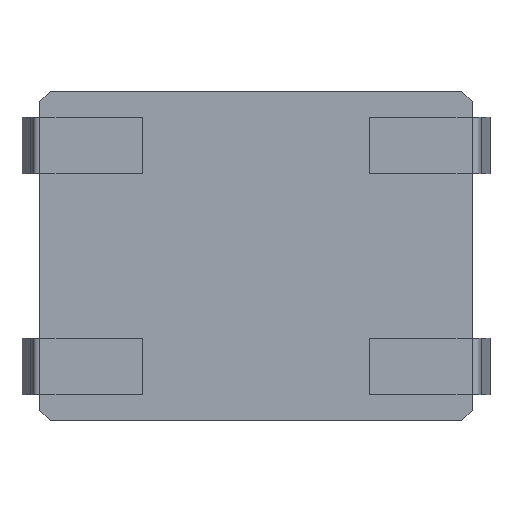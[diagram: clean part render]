
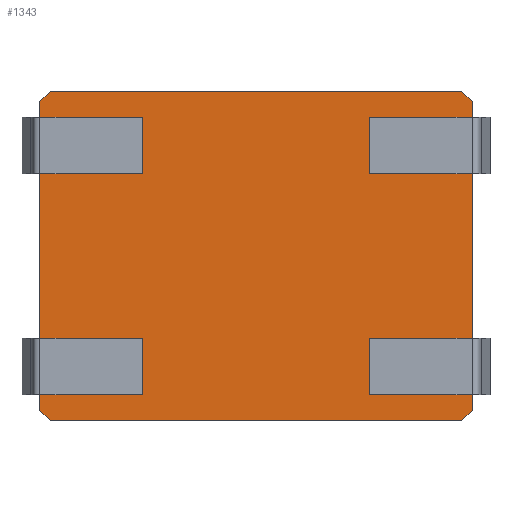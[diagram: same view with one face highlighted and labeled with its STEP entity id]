
A CAD part, front view. The second image highlights one B-rep face of the part: STEP entity #1343.
In plain terms, the highlighted planar face has unit normal (0, -1, 0).
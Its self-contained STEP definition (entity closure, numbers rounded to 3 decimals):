
#82=FACE_OUTER_BOUND('',#152,.T.);
#152=EDGE_LOOP('',(#1060,#1061,#1062,#1063,#1064,#1065,#1066,#1067,#1068,
#1069,#1070,#1071,#1072,#1073,#1074,#1075,#1076,#1077,#1078,#1079,#1080,
#1081,#1082,#1083));
#189=LINE('',#1793,#355);
#195=LINE('',#1821,#361);
#208=LINE('',#1891,#374);
#209=LINE('',#1894,#375);
#213=LINE('',#1902,#379);
#221=LINE('',#1917,#387);
#223=LINE('',#1923,#389);
#229=LINE('',#1951,#395);
#242=LINE('',#2021,#408);
#243=LINE('',#2024,#409);
#247=LINE('',#2032,#413);
#255=LINE('',#2047,#421);
#256=LINE('',#2050,#422);
#262=LINE('',#2078,#428);
#273=LINE('',#2144,#439);
#274=LINE('',#2147,#440);
#280=LINE('',#2175,#446);
#291=LINE('',#2241,#457);
#310=LINE('',#2294,#476);
#311=LINE('',#2296,#477);
#312=LINE('',#2297,#478);
#313=LINE('',#2299,#479);
#314=LINE('',#2301,#480);
#315=LINE('',#2302,#481);
#355=VECTOR('',#1468,10.);
#361=VECTOR('',#1476,10.);
#374=VECTOR('',#1499,10.);
#375=VECTOR('',#1502,10.);
#379=VECTOR('',#1506,10.);
#387=VECTOR('',#1514,10.);
#389=VECTOR('',#1518,10.);
#395=VECTOR('',#1526,10.);
#408=VECTOR('',#1549,10.);
#409=VECTOR('',#1552,10.);
#413=VECTOR('',#1556,10.);
#421=VECTOR('',#1564,10.);
#422=VECTOR('',#1567,10.);
#428=VECTOR('',#1575,10.);
#439=VECTOR('',#1596,10.);
#440=VECTOR('',#1599,10.);
#446=VECTOR('',#1607,10.);
#457=VECTOR('',#1628,10.);
#476=VECTOR('',#1673,10.);
#477=VECTOR('',#1674,10.);
#478=VECTOR('',#1675,10.);
#479=VECTOR('',#1676,10.);
#480=VECTOR('',#1677,10.);
#481=VECTOR('',#1678,10.);
#520=VERTEX_POINT('',#1789);
#522=VERTEX_POINT('',#1792);
#528=VERTEX_POINT('',#1820);
#535=VERTEX_POINT('',#1889);
#536=VERTEX_POINT('',#1893);
#539=VERTEX_POINT('',#1899);
#540=VERTEX_POINT('',#1901);
#547=VERTEX_POINT('',#1915);
#548=VERTEX_POINT('',#1919);
#550=VERTEX_POINT('',#1922);
#556=VERTEX_POINT('',#1950);
#563=VERTEX_POINT('',#2019);
#564=VERTEX_POINT('',#2023);
#567=VERTEX_POINT('',#2029);
#568=VERTEX_POINT('',#2031);
#575=VERTEX_POINT('',#2045);
#576=VERTEX_POINT('',#2049);
#582=VERTEX_POINT('',#2077);
#588=VERTEX_POINT('',#2146);
#594=VERTEX_POINT('',#2174);
#620=VERTEX_POINT('',#2293);
#621=VERTEX_POINT('',#2295);
#622=VERTEX_POINT('',#2298);
#623=VERTEX_POINT('',#2300);
#645=EDGE_CURVE('',#522,#520,#189,.T.);
#652=EDGE_CURVE('',#528,#522,#195,.T.);
#666=EDGE_CURVE('',#535,#528,#208,.T.);
#667=EDGE_CURVE('',#536,#535,#209,.T.);
#671=EDGE_CURVE('',#540,#539,#213,.T.);
#679=EDGE_CURVE('',#520,#547,#221,.T.);
#681=EDGE_CURVE('',#550,#548,#223,.T.);
#688=EDGE_CURVE('',#556,#550,#229,.T.);
#702=EDGE_CURVE('',#563,#556,#242,.T.);
#703=EDGE_CURVE('',#564,#563,#243,.T.);
#707=EDGE_CURVE('',#568,#567,#247,.T.);
#715=EDGE_CURVE('',#548,#575,#255,.T.);
#716=EDGE_CURVE('',#576,#564,#256,.T.);
#723=EDGE_CURVE('',#582,#576,#262,.T.);
#735=EDGE_CURVE('',#567,#582,#273,.T.);
#736=EDGE_CURVE('',#588,#536,#274,.T.);
#743=EDGE_CURVE('',#594,#588,#280,.T.);
#755=EDGE_CURVE('',#539,#594,#291,.T.);
#780=EDGE_CURVE('',#620,#547,#310,.T.);
#781=EDGE_CURVE('',#620,#621,#311,.T.);
#782=EDGE_CURVE('',#568,#621,#312,.T.);
#783=EDGE_CURVE('',#622,#575,#313,.T.);
#784=EDGE_CURVE('',#622,#623,#314,.T.);
#785=EDGE_CURVE('',#540,#623,#315,.T.);
#1060=ORIENTED_EDGE('',*,*,#645,.T.);
#1061=ORIENTED_EDGE('',*,*,#679,.T.);
#1062=ORIENTED_EDGE('',*,*,#780,.F.);
#1063=ORIENTED_EDGE('',*,*,#781,.T.);
#1064=ORIENTED_EDGE('',*,*,#782,.F.);
#1065=ORIENTED_EDGE('',*,*,#707,.T.);
#1066=ORIENTED_EDGE('',*,*,#735,.T.);
#1067=ORIENTED_EDGE('',*,*,#723,.T.);
#1068=ORIENTED_EDGE('',*,*,#716,.T.);
#1069=ORIENTED_EDGE('',*,*,#703,.T.);
#1070=ORIENTED_EDGE('',*,*,#702,.T.);
#1071=ORIENTED_EDGE('',*,*,#688,.T.);
#1072=ORIENTED_EDGE('',*,*,#681,.T.);
#1073=ORIENTED_EDGE('',*,*,#715,.T.);
#1074=ORIENTED_EDGE('',*,*,#783,.F.);
#1075=ORIENTED_EDGE('',*,*,#784,.T.);
#1076=ORIENTED_EDGE('',*,*,#785,.F.);
#1077=ORIENTED_EDGE('',*,*,#671,.T.);
#1078=ORIENTED_EDGE('',*,*,#755,.T.);
#1079=ORIENTED_EDGE('',*,*,#743,.T.);
#1080=ORIENTED_EDGE('',*,*,#736,.T.);
#1081=ORIENTED_EDGE('',*,*,#667,.T.);
#1082=ORIENTED_EDGE('',*,*,#666,.T.);
#1083=ORIENTED_EDGE('',*,*,#652,.T.);
#1242=PLANE('',#1427);
#1343=ADVANCED_FACE('',(#82),#1242,.F.);
#1427=AXIS2_PLACEMENT_3D('',#2292,#1671,#1672);
#1468=DIRECTION('',(-1.,0.,0.));
#1476=DIRECTION('',(0.,0.,-1.));
#1499=DIRECTION('',(1.,0.,0.));
#1502=DIRECTION('',(0.,0.,-1.));
#1506=DIRECTION('',(0.,0.,-1.));
#1514=DIRECTION('',(0.,0.,-1.));
#1518=DIRECTION('',(1.,0.,0.));
#1526=DIRECTION('',(0.,0.,1.));
#1549=DIRECTION('',(-1.,0.,0.));
#1552=DIRECTION('',(0.,0.,1.));
#1556=DIRECTION('',(0.,0.,1.));
#1564=DIRECTION('',(0.,0.,1.));
#1567=DIRECTION('',(1.,0.,0.));
#1575=DIRECTION('',(0.,0.,1.));
#1596=DIRECTION('',(-1.,0.,0.));
#1599=DIRECTION('',(-1.,0.,0.));
#1607=DIRECTION('',(0.,0.,-1.));
#1628=DIRECTION('',(1.,0.,0.));
#1671=DIRECTION('center_axis',(0.,1.,0.));
#1672=DIRECTION('ref_axis',(1.,0.,0.));
#1673=DIRECTION('',(-0.707,0.,0.707));
#1674=DIRECTION('',(1.,0.,0.));
#1675=DIRECTION('',(-0.707,0.,-0.707));
#1676=DIRECTION('',(0.707,0.,-0.707));
#1677=DIRECTION('',(-1.,0.,0.));
#1678=DIRECTION('',(0.707,0.,0.707));
#1789=CARTESIAN_POINT('',(-2.1,0.,-1.35));
#1792=CARTESIAN_POINT('',(-1.1,0.,-1.35));
#1793=CARTESIAN_POINT('',(-0.843,0.,-1.35));
#1820=CARTESIAN_POINT('',(-1.1,0.,-0.8));
#1821=CARTESIAN_POINT('',(-1.1,0.,-0.4));
#1889=CARTESIAN_POINT('',(-2.1,0.,-0.8));
#1891=CARTESIAN_POINT('',(-0.843,0.,-0.8));
#1893=CARTESIAN_POINT('',(-2.1,0.,0.8));
#1894=CARTESIAN_POINT('',(-2.1,0.,-0.8));
#1899=CARTESIAN_POINT('',(-2.1,0.,1.35));
#1901=CARTESIAN_POINT('',(-2.1,0.,1.5));
#1902=CARTESIAN_POINT('',(-2.1,0.,-0.8));
#1915=CARTESIAN_POINT('',(-2.1,0.,-1.5));
#1917=CARTESIAN_POINT('',(-2.1,0.,-0.8));
#1919=CARTESIAN_POINT('',(2.1,0.,1.35));
#1922=CARTESIAN_POINT('',(1.1,0.,1.35));
#1923=CARTESIAN_POINT('',(0.843,0.,1.35));
#1950=CARTESIAN_POINT('',(1.1,0.,0.8));
#1951=CARTESIAN_POINT('',(1.1,0.,0.4));
#2019=CARTESIAN_POINT('',(2.1,0.,0.8));
#2021=CARTESIAN_POINT('',(0.843,0.,0.8));
#2023=CARTESIAN_POINT('',(2.1,0.,-0.8));
#2024=CARTESIAN_POINT('',(2.1,0.,0.8));
#2029=CARTESIAN_POINT('',(2.1,0.,-1.35));
#2031=CARTESIAN_POINT('',(2.1,0.,-1.5));
#2032=CARTESIAN_POINT('',(2.1,0.,0.8));
#2045=CARTESIAN_POINT('',(2.1,0.,1.5));
#2047=CARTESIAN_POINT('',(2.1,0.,0.8));
#2049=CARTESIAN_POINT('',(1.1,0.,-0.8));
#2050=CARTESIAN_POINT('',(0.843,0.,-0.8));
#2077=CARTESIAN_POINT('',(1.1,0.,-1.35));
#2078=CARTESIAN_POINT('',(1.1,0.,-0.675));
#2144=CARTESIAN_POINT('',(0.843,0.,-1.35));
#2146=CARTESIAN_POINT('',(-1.1,0.,0.8));
#2147=CARTESIAN_POINT('',(-0.843,0.,0.8));
#2174=CARTESIAN_POINT('',(-1.1,0.,1.35));
#2175=CARTESIAN_POINT('',(-1.1,0.,0.675));
#2241=CARTESIAN_POINT('',(-0.843,0.,1.35));
#2292=CARTESIAN_POINT('Origin',(0.,0.,0.));
#2293=CARTESIAN_POINT('',(-2.,0.,-1.6));
#2294=CARTESIAN_POINT('',(-1.925,0.,-1.675));
#2295=CARTESIAN_POINT('',(2.,0.,-1.6));
#2296=CARTESIAN_POINT('',(-2.3,0.,-1.6));
#2297=CARTESIAN_POINT('',(1.925,0.,-1.675));
#2298=CARTESIAN_POINT('',(2.,0.,1.6));
#2299=CARTESIAN_POINT('',(1.925,0.,1.675));
#2300=CARTESIAN_POINT('',(-2.,0.,1.6));
#2301=CARTESIAN_POINT('',(2.3,0.,1.6));
#2302=CARTESIAN_POINT('',(-1.925,0.,1.675));
